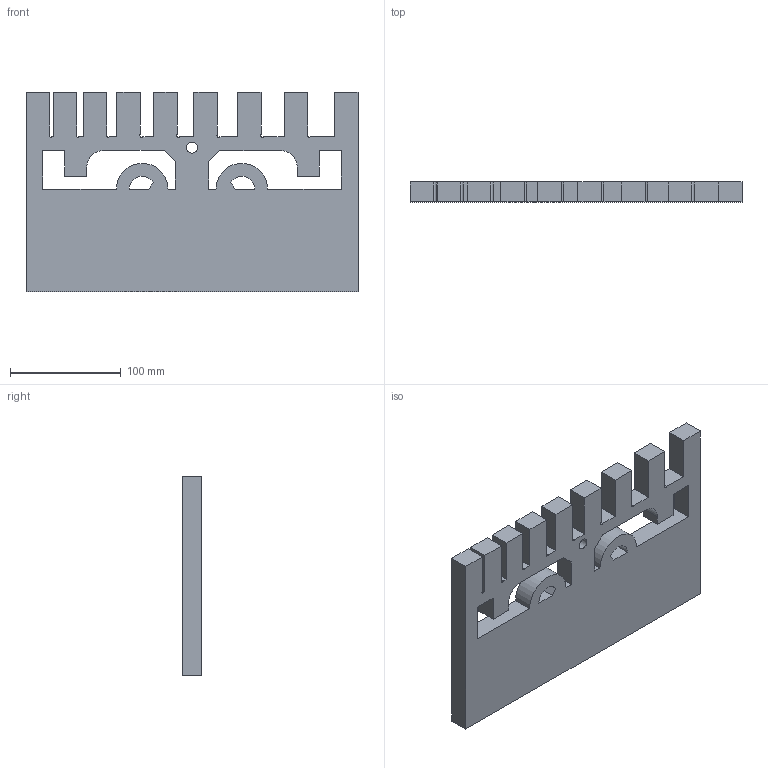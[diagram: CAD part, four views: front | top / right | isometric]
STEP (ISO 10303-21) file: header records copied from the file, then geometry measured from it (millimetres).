
FILE_DESCRIPTION(/* description */ (''),/* implementation_level */ '2;1');
FILE_NAME(/* name */ 'cnc_mill_test_part v11.step',/* time_stamp */ '2018-04-15T02:48:36+02:00',/* author */ ('bigshot4everautodesk'),/* organization */ (''),/* preprocessor_version */ 'ST-DEVELOPER v16.13',/* originating_system */ 'Autodesk Translation Framework v6.5.0.72',/* authorisation */ '');
FILE_SCHEMA (('AUTOMOTIVE_DESIGN { 1 0 10303 214 3 1 1 }'));
Length unit declared in the file: millimetre
Products named in the file (1): cnc_mill_test_part
Bounding box: 300 x 18 x 180 mm (x, y, z)
Volume: 771055.7 mm3; surface area: 137815.1 mm2
Topology: 1 solids, 1 shells, 237 faces, 609 edges, 406 vertices
Faces by surface type: plane 222, cylinder 15
Full cylindrical faces by diameter (mm): 10 x1
Entity records: 7126 total; most frequent: CARTESIAN_POINT 1253, ORIENTED_EDGE 1218, DIRECTION 1115, EDGE_CURVE 609, LINE 579, VECTOR 579, VERTEX_POINT 406, EDGE_LOOP 279
